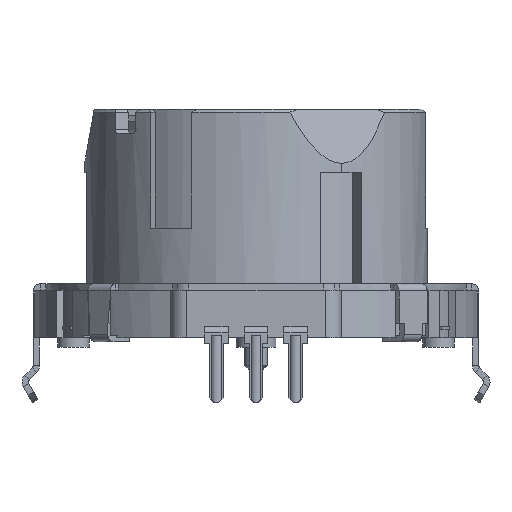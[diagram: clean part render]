
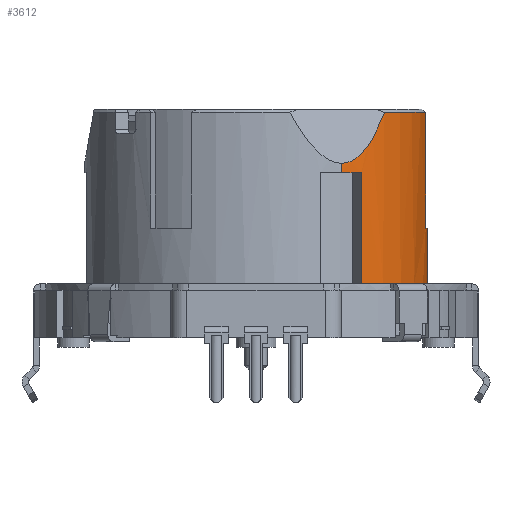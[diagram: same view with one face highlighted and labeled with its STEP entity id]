
A CAD part, front view. The second image highlights one B-rep face of the part: STEP entity #3612.
In plain terms, the highlighted cylindrical face has radius 10.8 mm (diameter 21.6 mm), a partial arc.
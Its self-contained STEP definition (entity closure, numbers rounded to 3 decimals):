
#3329 = EDGE_CURVE ( 'NONE', #3438, #3424, #10260, .T. ) ;
#3330 = ORIENTED_EDGE ( 'NONE', *, *, #3331, .F. ) ;
#3331 = EDGE_CURVE ( 'NONE', #3332, #3438, #10255, .T. ) ;
#3332 = VERTEX_POINT ( 'NONE', #10256 ) ;
#3385 = ORIENTED_EDGE ( 'NONE', *, *, #3386, .T. ) ;
#3386 = EDGE_CURVE ( 'NONE', #3332, #3616, #10418, .T. ) ;
#3424 = VERTEX_POINT ( 'NONE', #10522 ) ;
#3437 = ORIENTED_EDGE ( 'NONE', *, *, #3329, .F. ) ;
#3438 = VERTEX_POINT ( 'NONE', #10579 ) ;
#3612 = ADVANCED_FACE ( 'NONE', ( #11110 ), #11145, .T. ) ;
#3613 = EDGE_LOOP ( 'NONE', ( #3614, #3621, #3636, #3638, #3641, #3644, #3437, #3330, #3385 ) ) ;
#3614 = ORIENTED_EDGE ( 'NONE', *, *, #3615, .T. ) ;
#3615 = EDGE_CURVE ( 'NONE', #3616, #3620, #11141, .T. ) ;
#3616 = VERTEX_POINT ( 'NONE', #11140 ) ;
#3620 = VERTEX_POINT ( 'NONE', #11184 ) ;
#3621 = ORIENTED_EDGE ( 'NONE', *, *, #3622, .T. ) ;
#3622 = EDGE_CURVE ( 'NONE', #3620, #3623, #11170, .T. ) ;
#3623 = VERTEX_POINT ( 'NONE', #11166 ) ;
#3624 = VERTEX_POINT ( 'NONE', #11165 ) ;
#3636 = ORIENTED_EDGE ( 'NONE', *, *, #3637, .T. ) ;
#3637 = EDGE_CURVE ( 'NONE', #3623, #3624, #11235, .T. ) ;
#3638 = ORIENTED_EDGE ( 'NONE', *, *, #3639, .T. ) ;
#3639 = EDGE_CURVE ( 'NONE', #3624, #3640, #11291, .T. ) ;
#3640 = VERTEX_POINT ( 'NONE', #11283 ) ;
#3641 = ORIENTED_EDGE ( 'NONE', *, *, #3642, .T. ) ;
#3642 = EDGE_CURVE ( 'NONE', #3640, #3643, #11282, .T. ) ;
#3643 = VERTEX_POINT ( 'NONE', #11277 ) ;
#3644 = ORIENTED_EDGE ( 'NONE', *, *, #3645, .T. ) ;
#3645 = EDGE_CURVE ( 'NONE', #3643, #3424, #11276, .T. ) ;
#10251 = CARTESIAN_POINT ( 'NONE',  ( 5.4, -9.353, 11. ) ) ;
#10252 = CARTESIAN_POINT ( 'NONE',  ( 5.835, -9.102, 11. ) ) ;
#10253 = CARTESIAN_POINT ( 'NONE',  ( 6.251, -8.822, 11. ) ) ;
#10254 = CARTESIAN_POINT ( 'NONE',  ( 6.647, -8.512, 11. ) ) ;
#10255 = B_SPLINE_CURVE_WITH_KNOTS ( 'NONE', 3,
 ( #10254, #10253, #10252, #10251 ),
 .UNSPECIFIED., .F., .F.,
 ( 4, 4 ),
 ( 0., 1. ),
 .UNSPECIFIED. ) ;
#10256 = CARTESIAN_POINT ( 'NONE',  ( 6.647, -8.512, 11. ) ) ;
#10257 = DIRECTION ( 'NONE',  ( 0., 0., 1. ) ) ;
#10258 = VECTOR ( 'NONE', #10257, 1000. ) ;
#10259 = CARTESIAN_POINT ( 'NONE',  ( 5.4, -9.353, 29.146 ) ) ;
#10260 = LINE ( 'NONE', #10259, #10258 ) ;
#10415 = DIRECTION ( 'NONE',  ( 0., 0., -1. ) ) ;
#10416 = VECTOR ( 'NONE', #10415, 1000. ) ;
#10417 = CARTESIAN_POINT ( 'NONE',  ( 6.647, -8.512, 29.146 ) ) ;
#10418 = LINE ( 'NONE', #10417, #10416 ) ;
#10522 = CARTESIAN_POINT ( 'NONE',  ( 5.4, -9.353, 11.597 ) ) ;
#10579 = CARTESIAN_POINT ( 'NONE',  ( 5.4, -9.353, 11. ) ) ;
#11110 = FACE_OUTER_BOUND ( 'NONE', #3613, .T. ) ;
#11137 = CARTESIAN_POINT ( 'NONE',  ( 7.877, -7.433, 4. ) ) ;
#11138 = CARTESIAN_POINT ( 'NONE',  ( 7.291, -8.01, 4. ) ) ;
#11139 = CARTESIAN_POINT ( 'NONE',  ( 6.647, -8.512, 4. ) ) ;
#11140 = CARTESIAN_POINT ( 'NONE',  ( 6.647, -8.512, 4. ) ) ;
#11141 = B_SPLINE_CURVE_WITH_KNOTS ( 'NONE', 3,
 ( #11139, #11138, #11137, #11183, #11182, #11181, #11180, #11179, #11178, #11177 ),
 .UNSPECIFIED., .F., .F.,
 ( 4, 2, 2, 2, 4 ),
 ( 0., 0.125, 0.25, 0.375, 0.5 ),
 .UNSPECIFIED. ) ;
#11142 = DIRECTION ( 'NONE',  ( 1., 0., 0. ) ) ;
#11143 = DIRECTION ( 'NONE',  ( 0., 0., 1. ) ) ;
#11144 = AXIS2_PLACEMENT_3D ( 'NONE', #11146, #11143, #11142 ) ;
#11145 = CYLINDRICAL_SURFACE ( 'NONE', #11144, 10.8 ) ;
#11146 = CARTESIAN_POINT ( 'NONE',  ( 0., 0., 29.146 ) ) ;
#11165 = CARTESIAN_POINT ( 'NONE',  ( 10.695, -1.5, 7.5 ) ) ;
#11166 = CARTESIAN_POINT ( 'NONE',  ( 10.8, 0., 7.5 ) ) ;
#11167 = DIRECTION ( 'NONE',  ( 0., 0., 1. ) ) ;
#11168 = VECTOR ( 'NONE', #11167, 1000. ) ;
#11169 = CARTESIAN_POINT ( 'NONE',  ( 10.8, 0., 29.146 ) ) ;
#11170 = LINE ( 'NONE', #11169, #11168 ) ;
#11177 = CARTESIAN_POINT ( 'NONE',  ( 10.8, 0., 4. ) ) ;
#11178 = CARTESIAN_POINT ( 'NONE',  ( 10.8, -0.817, 4. ) ) ;
#11179 = CARTESIAN_POINT ( 'NONE',  ( 10.707, -1.634, 4. ) ) ;
#11180 = CARTESIAN_POINT ( 'NONE',  ( 10.339, -3.226, 4. ) ) ;
#11181 = CARTESIAN_POINT ( 'NONE',  ( 10.065, -4.001, 4. ) ) ;
#11182 = CARTESIAN_POINT ( 'NONE',  ( 9.348, -5.47, 4. ) ) ;
#11183 = CARTESIAN_POINT ( 'NONE',  ( 8.906, -6.164, 4. ) ) ;
#11184 = CARTESIAN_POINT ( 'NONE',  ( 10.8, 0., 4. ) ) ;
#11235 = B_SPLINE_CURVE_WITH_KNOTS ( 'NONE', 3,
 ( #11290, #11289, #11288, #11287 ),
 .UNSPECIFIED., .F., .F.,
 ( 4, 4 ),
 ( 0.5, 1. ),
 .UNSPECIFIED. ) ;
#11262 = CARTESIAN_POINT ( 'NONE',  ( 5.4, -9.353, 11.597 ) ) ;
#11263 = CARTESIAN_POINT ( 'NONE',  ( 5.905, -9.061, 11.597 ) ) ;
#11264 = CARTESIAN_POINT ( 'NONE',  ( 6.388, -8.728, 11.866 ) ) ;
#11265 = CARTESIAN_POINT ( 'NONE',  ( 6.955, -8.264, 12.538 ) ) ;
#11266 = CARTESIAN_POINT ( 'NONE',  ( 7.064, -8.17, 12.686 ) ) ;
#11267 = CARTESIAN_POINT ( 'NONE',  ( 7.282, -7.977, 13.019 ) ) ;
#11268 = CARTESIAN_POINT ( 'NONE',  ( 7.389, -7.878, 13.202 ) ) ;
#11269 = CARTESIAN_POINT ( 'NONE',  ( 7.705, -7.574, 13.801 ) ) ;
#11270 = CARTESIAN_POINT ( 'NONE',  ( 7.908, -7.361, 14.267 ) ) ;
#11271 = CARTESIAN_POINT ( 'NONE',  ( 8.103, -7.141, 14.8 ) ) ;
#11276 = B_SPLINE_CURVE_WITH_KNOTS ( 'NONE', 3,
 ( #11271, #11270, #11269, #11268, #11267, #11266, #11265, #11264, #11263, #11262 ),
 .UNSPECIFIED., .F., .F.,
 ( 4, 2, 2, 2, 4 ),
 ( 0., 0.25, 0.375, 0.5, 1. ),
 .UNSPECIFIED. ) ;
#11277 = CARTESIAN_POINT ( 'NONE',  ( 8.103, -7.141, 14.8 ) ) ;
#11278 = DIRECTION ( 'NONE',  ( 1., 0., 0. ) ) ;
#11279 = DIRECTION ( 'NONE',  ( 0., 0., -1. ) ) ;
#11280 = CARTESIAN_POINT ( 'NONE',  ( 0., 0., 14.8 ) ) ;
#11281 = AXIS2_PLACEMENT_3D ( 'NONE', #11280, #11279, #11278 ) ;
#11282 = CIRCLE ( 'NONE', #11281, 10.8 ) ;
#11283 = CARTESIAN_POINT ( 'NONE',  ( 10.695, -1.5, 14.8 ) ) ;
#11284 = DIRECTION ( 'NONE',  ( 0., 0., 1. ) ) ;
#11285 = VECTOR ( 'NONE', #11284, 1000. ) ;
#11286 = CARTESIAN_POINT ( 'NONE',  ( 10.695, -1.5, 29.146 ) ) ;
#11287 = CARTESIAN_POINT ( 'NONE',  ( 10.695, -1.5, 7.5 ) ) ;
#11288 = CARTESIAN_POINT ( 'NONE',  ( 10.765, -1.003, 7.5 ) ) ;
#11289 = CARTESIAN_POINT ( 'NONE',  ( 10.8, -0.502, 7.5 ) ) ;
#11290 = CARTESIAN_POINT ( 'NONE',  ( 10.8, 0., 7.5 ) ) ;
#11291 = LINE ( 'NONE', #11286, #11285 ) ;
